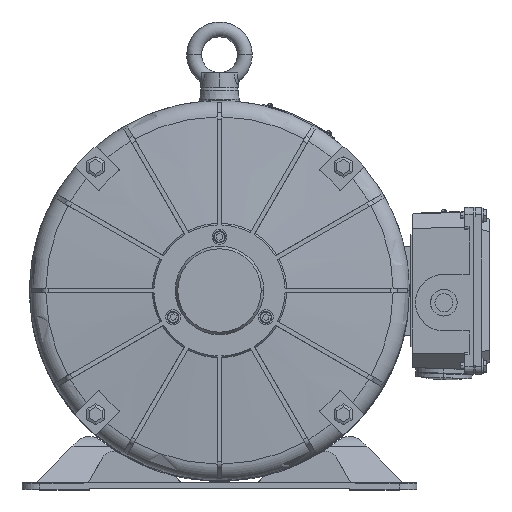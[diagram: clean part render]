
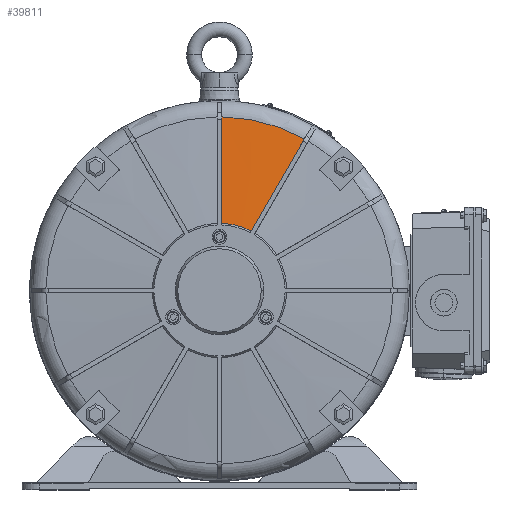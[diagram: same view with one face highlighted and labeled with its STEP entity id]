
A CAD part, top view. The second image highlights one B-rep face of the part: STEP entity #39811.
In plain terms, the highlighted conical face has half-angle 85 degrees and reference radius 116.546 mm.
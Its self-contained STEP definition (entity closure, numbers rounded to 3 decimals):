
#788 = VERTEX_POINT ( 'NONE', #100177 ) ;
#969 = ORIENTED_EDGE ( 'NONE', *, *, #21193, .F. ) ;
#1861 = CARTESIAN_POINT ( 'NONE',  ( 0., 0., -11.246 ) ) ;
#2252 = CIRCLE ( 'NONE', #47539, 45.155 ) ;
#5782 = CARTESIAN_POINT ( 'NONE',  ( 1.5, 92.734, -9.164 ) ) ;
#9690 = DIRECTION ( 'NONE',  ( 1., 0., 0. ) ) ;
#12578 = CARTESIAN_POINT ( 'NONE',  ( 21.266, 39.834, -5. ) ) ;
#15950 = CIRCLE ( 'NONE', #18765, 116.546 ) ;
#17059 = CARTESIAN_POINT ( 'NONE',  ( 56.969, 101.673, -11.246 ) ) ;
#17172 = VERTEX_POINT ( 'NONE', #17059 ) ;
#18765 = AXIS2_PLACEMENT_3D ( 'NONE', #1861, #56579, #9690 ) ;
#21193 = EDGE_CURVE ( 'NONE', #83252, #788, #2252, .T. ) ;
#28058 = CARTESIAN_POINT ( 'NONE',  ( 45.068, 81.06, -9.164 ) ) ;
#32951 = CONICAL_SURFACE ( 'NONE', #62844, 116.546, 1.484 ) ;
#34522 = ORIENTED_EDGE ( 'NONE', *, *, #36731, .F. ) ;
#36731 = EDGE_CURVE ( 'NONE', #17172, #83252, #86331, .T. ) ;
#37814 = FACE_OUTER_BOUND ( 'NONE', #97540, .T. ) ;
#39811 = ADVANCED_FACE ( 'NONE', ( #37814 ), #32951, .T. ) ;
#41376 = CARTESIAN_POINT ( 'NONE',  ( 0., 0., -11.246 ) ) ;
#44593 = CARTESIAN_POINT ( 'NONE',  ( 0., 0., -5. ) ) ;
#45104 = CARTESIAN_POINT ( 'NONE',  ( 1.5, 45.13, -5. ) ) ;
#47539 = AXIS2_PLACEMENT_3D ( 'NONE', #44593, #99269, #52435 ) ;
#52435 = DIRECTION ( 'NONE',  ( 1., 0., 0. ) ) ;
#56579 = DIRECTION ( 'NONE',  ( 0., 0., 1. ) ) ;
#59492 = CARTESIAN_POINT ( 'NONE',  ( 33.167, 60.447, -7.081 ) ) ;
#62844 = AXIS2_PLACEMENT_3D ( 'NONE', #41376, #96365, #96024 ) ;
#62996 = EDGE_CURVE ( 'NONE', #17172, #66790, #15950, .T. ) ;
#66790 = VERTEX_POINT ( 'NONE', #80157 ) ;
#68309 = CARTESIAN_POINT ( 'NONE',  ( 1.5, 116.536, -11.246 ) ) ;
#72536 = ORIENTED_EDGE ( 'NONE', *, *, #78398, .T. ) ;
#77182 = ORIENTED_EDGE ( 'NONE', *, *, #62996, .T. ) ;
#78398 = EDGE_CURVE ( 'NONE', #66790, #788, #99698, .T. ) ;
#80157 = CARTESIAN_POINT ( 'NONE',  ( 1.5, 116.536, -11.246 ) ) ;
#82730 = CARTESIAN_POINT ( 'NONE',  ( 56.969, 101.673, -11.246 ) ) ;
#83252 = VERTEX_POINT ( 'NONE', #91833 ) ;
#86331 = B_SPLINE_CURVE_WITH_KNOTS ( 'NONE', 3,
 ( #82730, #28058, #59492, #12578 ),
 .UNSPECIFIED., .F., .F.,
 ( 4, 4 ),
 ( 0.068, 0.14 ),
 .UNSPECIFIED. ) ;
#91833 = CARTESIAN_POINT ( 'NONE',  ( 21.266, 39.834, -5. ) ) ;
#91941 = CARTESIAN_POINT ( 'NONE',  ( 1.5, 68.932, -7.081 ) ) ;
#96024 = DIRECTION ( 'NONE',  ( -1., 0., 0. ) ) ;
#96365 = DIRECTION ( 'NONE',  ( 0., 0., -1. ) ) ;
#97540 = EDGE_LOOP ( 'NONE', ( #77182, #72536, #969, #34522 ) ) ;
#99269 = DIRECTION ( 'NONE',  ( 0., 0., 1. ) ) ;
#99698 = B_SPLINE_CURVE_WITH_KNOTS ( 'NONE', 3,
 ( #68309, #5782, #91941, #45104 ),
 .UNSPECIFIED., .F., .F.,
 ( 4, 4 ),
 ( 0.045, 0.117 ),
 .UNSPECIFIED. ) ;
#100177 = CARTESIAN_POINT ( 'NONE',  ( 1.5, 45.13, -5. ) ) ;
